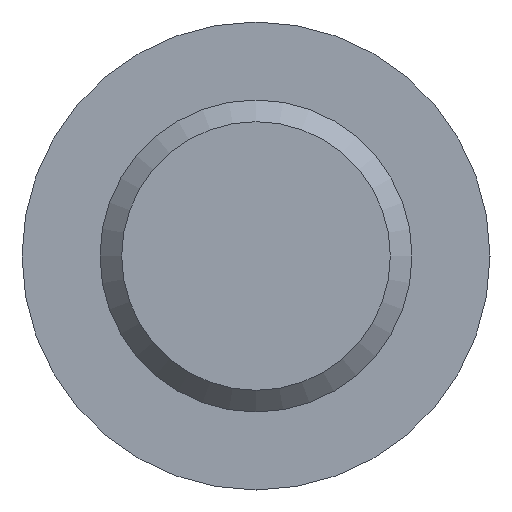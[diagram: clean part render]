
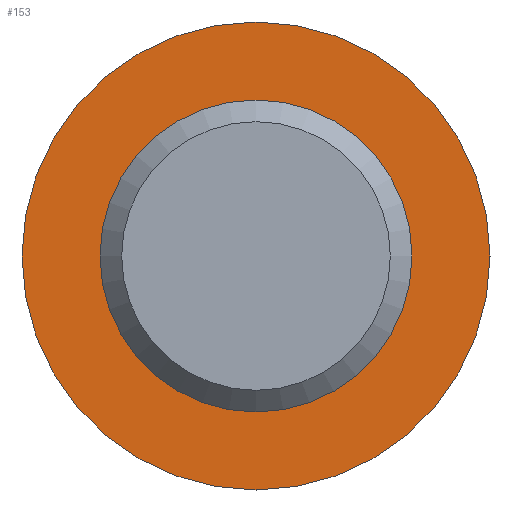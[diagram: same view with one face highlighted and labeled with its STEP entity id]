
A CAD part, front view. The second image highlights one B-rep face of the part: STEP entity #153.
In plain terms, the highlighted planar face has unit normal (0, -1, 0).
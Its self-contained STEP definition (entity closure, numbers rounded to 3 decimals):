
#13 = CARTESIAN_POINT ( 'NONE',  ( 0., 90., 0. ) ) ;
#30 = FACE_OUTER_BOUND ( 'NONE', #164, .T. ) ;
#63 = DIRECTION ( 'NONE',  ( 0., 0., 1. ) ) ;
#92 = CIRCLE ( 'NONE', #415, 13.5 ) ;
#111 = EDGE_CURVE ( 'NONE', #369, #369, #344, .T. ) ;
#149 = CARTESIAN_POINT ( 'NONE',  ( 0., 90., 0. ) ) ;
#153 = ADVANCED_FACE ( 'NONE', ( #405, #30 ), #320, .F. ) ;
#158 = VERTEX_POINT ( 'NONE', #409 ) ;
#164 = EDGE_LOOP ( 'NONE', ( #354 ) ) ;
#171 = EDGE_LOOP ( 'NONE', ( #276 ) ) ;
#184 = AXIS2_PLACEMENT_3D ( 'NONE', #281, #446, #63 ) ;
#190 = DIRECTION ( 'NONE',  ( 0., -1., 0. ) ) ;
#276 = ORIENTED_EDGE ( 'NONE', *, *, #111, .F. ) ;
#281 = CARTESIAN_POINT ( 'NONE',  ( -9., 90., 0. ) ) ;
#320 = PLANE ( 'NONE',  #184 ) ;
#344 = CIRCLE ( 'NONE', #360, 9. ) ;
#352 = DIRECTION ( 'NONE',  ( 0., 0., -1. ) ) ;
#354 = ORIENTED_EDGE ( 'NONE', *, *, #368, .T. ) ;
#359 = DIRECTION ( 'NONE',  ( 0., -1., 0. ) ) ;
#360 = AXIS2_PLACEMENT_3D ( 'NONE', #13, #190, #352 ) ;
#368 = EDGE_CURVE ( 'NONE', #158, #158, #92, .T. ) ;
#369 = VERTEX_POINT ( 'NONE', #536 ) ;
#405 = FACE_BOUND ( 'NONE', #171, .T. ) ;
#409 = CARTESIAN_POINT ( 'NONE',  ( 0., 90., -13.5 ) ) ;
#415 = AXIS2_PLACEMENT_3D ( 'NONE', #149, #359, #542 ) ;
#446 = DIRECTION ( 'NONE',  ( 0., 1., 0. ) ) ;
#536 = CARTESIAN_POINT ( 'NONE',  ( 0., 90., -9. ) ) ;
#542 = DIRECTION ( 'NONE',  ( 0., 0., -1. ) ) ;
